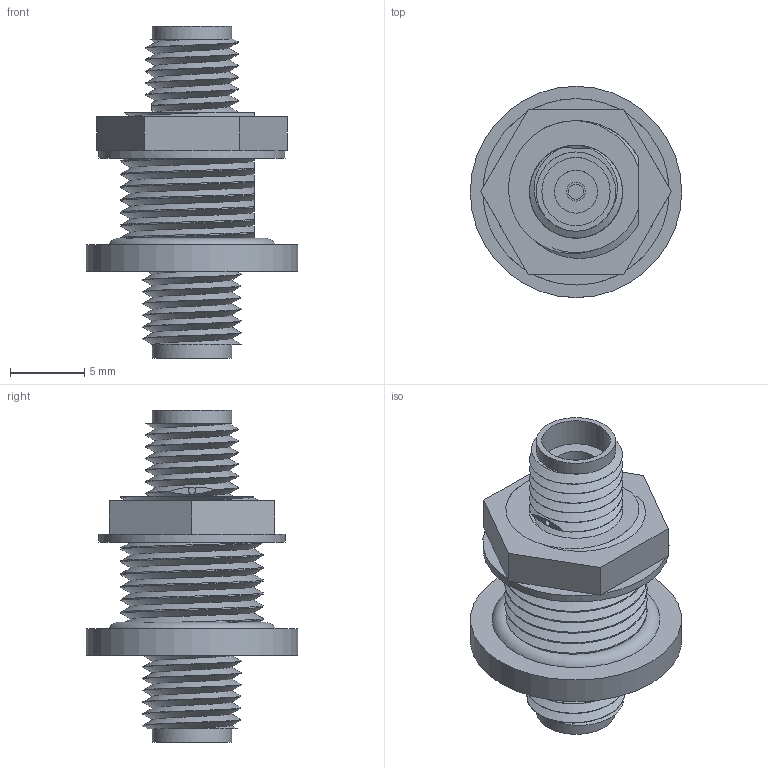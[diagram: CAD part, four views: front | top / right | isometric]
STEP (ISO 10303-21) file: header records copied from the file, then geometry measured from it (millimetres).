
FILE_DESCRIPTION(/* description */ ('Alibre Inc.'),/* implementation_level */ '2;1');
FILE_NAME(/* name */ 'export-57FD41BB-A17E-4276-A87E-CAAB288D7EEC',/* time_stamp */ '2022-04-26T11:30:26-05:00',/* author */ (''),/* organization */ (''),/* preprocessor_version */ 'ST-DEVELOPER v17',/* originating_system */ 'Alibre',/* authorisation */ '');
FILE_SCHEMA (('AUTOMOTIVE_DESIGN'));
Length unit declared in the file: inch
Bounding box: 14.22 x 14.22 x 22.35 mm (x, y, z)
Volume: 1175.2 mm3; surface area: 1510.2 mm2
Topology: 1 solids, 1 shells, 90 faces, 205 edges, 132 vertices
Faces by surface type: plane 51, cylinder 26, bspline 12, torus 1
Full cylindrical faces by diameter (mm): 0.467 x1, 1.026 x2, 1.27 x2, 2.896 x2, 4.597 x2, 5.334 x2, 10.668 x1, 12.548 x1, 14.224 x1
Entity records: 9985 total; most frequent: CARTESIAN_POINT 8417, ORIENTED_EDGE 372, DIRECTION 193, EDGE_CURVE 186, VERTEX_POINT 128, EDGE_LOOP 120, FACE_BOUND 120, AXIS2_PLACEMENT_3D 91
